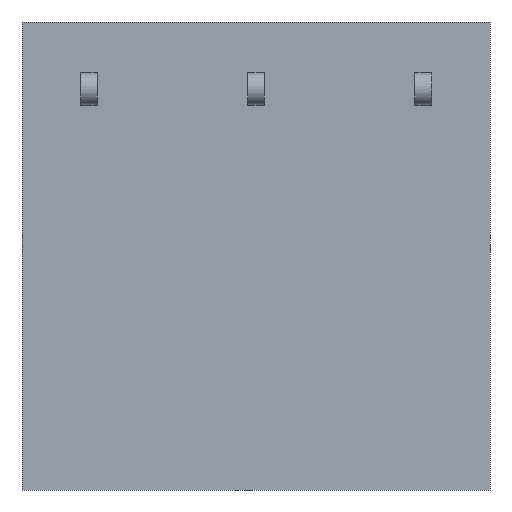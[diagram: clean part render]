
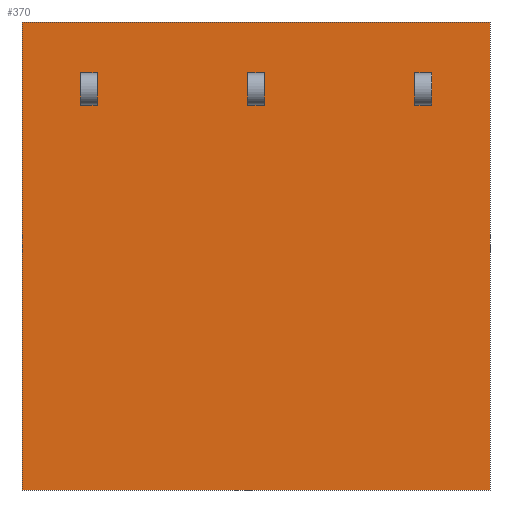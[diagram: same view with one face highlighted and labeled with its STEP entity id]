
A CAD part, front view. The second image highlights one B-rep face of the part: STEP entity #370.
In plain terms, the highlighted planar face has unit normal (0, -1, 0).
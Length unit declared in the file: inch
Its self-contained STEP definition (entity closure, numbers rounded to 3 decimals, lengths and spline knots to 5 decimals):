
#14=FACE_BOUND('',#69,.T.);
#15=FACE_BOUND('',#70,.T.);
#16=FACE_BOUND('',#71,.T.);
#47=FACE_OUTER_BOUND('',#68,.T.);
#68=EDGE_LOOP('',(#313,#314,#315,#316));
#69=EDGE_LOOP('',(#317,#318,#319,#320));
#70=EDGE_LOOP('',(#321,#322,#323,#324));
#71=EDGE_LOOP('',(#325,#326,#327,#328));
#73=LINE('',#503,#115);
#77=LINE('',#511,#119);
#79=LINE('',#517,#121);
#82=LINE('',#524,#124);
#83=LINE('',#528,#125);
#87=LINE('',#536,#129);
#89=LINE('',#542,#131);
#92=LINE('',#549,#134);
#93=LINE('',#553,#135);
#97=LINE('',#561,#139);
#99=LINE('',#567,#141);
#102=LINE('',#574,#144);
#105=LINE('',#582,#147);
#109=LINE('',#589,#151);
#112=LINE('',#595,#154);
#114=LINE('',#598,#156);
#115=VECTOR('',#405,0.02);
#119=VECTOR('',#411,0.039);
#121=VECTOR('',#417,0.02);
#124=VECTOR('',#426,0.039);
#125=VECTOR('',#429,0.02);
#129=VECTOR('',#435,0.039);
#131=VECTOR('',#441,0.02);
#134=VECTOR('',#450,0.039);
#135=VECTOR('',#453,0.02);
#139=VECTOR('',#459,0.039);
#141=VECTOR('',#465,0.02);
#144=VECTOR('',#474,0.039);
#147=VECTOR('',#479,0.56);
#151=VECTOR('',#485,0.56);
#154=VECTOR('',#490,0.56);
#156=VECTOR('',#494,0.56);
#157=VERTEX_POINT('',#501);
#158=VERTEX_POINT('',#502);
#161=VERTEX_POINT('',#510);
#163=VERTEX_POINT('',#516);
#165=VERTEX_POINT('',#526);
#166=VERTEX_POINT('',#527);
#169=VERTEX_POINT('',#535);
#171=VERTEX_POINT('',#541);
#173=VERTEX_POINT('',#551);
#174=VERTEX_POINT('',#552);
#177=VERTEX_POINT('',#560);
#179=VERTEX_POINT('',#566);
#183=VERTEX_POINT('',#579);
#184=VERTEX_POINT('',#581);
#186=VERTEX_POINT('',#587);
#188=VERTEX_POINT('',#593);
#189=EDGE_CURVE('',#157,#158,#73,.T.);
#193=EDGE_CURVE('',#161,#157,#77,.T.);
#196=EDGE_CURVE('',#163,#161,#79,.T.);
#200=EDGE_CURVE('',#158,#163,#82,.T.);
#201=EDGE_CURVE('',#165,#166,#83,.T.);
#205=EDGE_CURVE('',#169,#165,#87,.T.);
#208=EDGE_CURVE('',#171,#169,#89,.T.);
#212=EDGE_CURVE('',#166,#171,#92,.T.);
#213=EDGE_CURVE('',#173,#174,#93,.T.);
#217=EDGE_CURVE('',#177,#173,#97,.T.);
#220=EDGE_CURVE('',#179,#177,#99,.T.);
#224=EDGE_CURVE('',#174,#179,#102,.T.);
#227=EDGE_CURVE('',#183,#184,#105,.T.);
#231=EDGE_CURVE('',#186,#183,#109,.T.);
#234=EDGE_CURVE('',#188,#186,#112,.T.);
#236=EDGE_CURVE('',#184,#188,#114,.T.);
#313=ORIENTED_EDGE('',*,*,#236,.F.);
#314=ORIENTED_EDGE('',*,*,#227,.F.);
#315=ORIENTED_EDGE('',*,*,#231,.F.);
#316=ORIENTED_EDGE('',*,*,#234,.F.);
#317=ORIENTED_EDGE('',*,*,#193,.T.);
#318=ORIENTED_EDGE('',*,*,#189,.T.);
#319=ORIENTED_EDGE('',*,*,#200,.T.);
#320=ORIENTED_EDGE('',*,*,#196,.T.);
#321=ORIENTED_EDGE('',*,*,#205,.T.);
#322=ORIENTED_EDGE('',*,*,#201,.T.);
#323=ORIENTED_EDGE('',*,*,#212,.T.);
#324=ORIENTED_EDGE('',*,*,#208,.T.);
#325=ORIENTED_EDGE('',*,*,#217,.T.);
#326=ORIENTED_EDGE('',*,*,#213,.T.);
#327=ORIENTED_EDGE('',*,*,#224,.T.);
#328=ORIENTED_EDGE('',*,*,#220,.T.);
#349=PLANE('',#399);
#370=ADVANCED_FACE('',(#47,#14,#15,#16),#349,.F.);
#399=AXIS2_PLACEMENT_3D('',#599,#495,#496);
#405=DIRECTION('',(1.,0.,0.));
#411=DIRECTION('',(0.,0.,1.));
#417=DIRECTION('',(-1.,0.,0.));
#426=DIRECTION('',(0.,0.,-1.));
#429=DIRECTION('',(1.,0.,0.));
#435=DIRECTION('',(0.,0.,1.));
#441=DIRECTION('',(-1.,0.,0.));
#450=DIRECTION('',(0.,0.,-1.));
#453=DIRECTION('',(1.,0.,0.));
#459=DIRECTION('',(0.,0.,1.));
#465=DIRECTION('',(-1.,0.,0.));
#474=DIRECTION('',(0.,0.,-1.));
#479=DIRECTION('',(-1.,0.,0.));
#485=DIRECTION('',(0.,0.,-1.));
#490=DIRECTION('',(1.,0.,0.));
#494=DIRECTION('',(0.,0.,1.));
#495=DIRECTION('center_axis',(0.,1.,0.));
#496=DIRECTION('ref_axis',(0.,0.,1.));
#501=CARTESIAN_POINT('',(0.19,0.,0.2195));
#502=CARTESIAN_POINT('',(0.21,0.,0.2195));
#503=CARTESIAN_POINT('',(0.1,0.,0.2195));
#510=CARTESIAN_POINT('',(0.19,0.,0.1805));
#511=CARTESIAN_POINT('',(0.19,0.,0.1));
#516=CARTESIAN_POINT('',(0.21,0.,0.1805));
#517=CARTESIAN_POINT('',(0.1,0.,0.1805));
#524=CARTESIAN_POINT('',(0.21,0.,0.1));
#526=CARTESIAN_POINT('',(-0.01,0.,0.2195));
#527=CARTESIAN_POINT('',(0.01,0.,0.2195));
#528=CARTESIAN_POINT('',(0.,0.,0.2195));
#535=CARTESIAN_POINT('',(-0.01,0.,0.1805));
#536=CARTESIAN_POINT('',(-0.01,0.,0.1));
#541=CARTESIAN_POINT('',(0.01,0.,0.1805));
#542=CARTESIAN_POINT('',(0.,0.,0.1805));
#549=CARTESIAN_POINT('',(0.01,0.,0.1));
#551=CARTESIAN_POINT('',(-0.21,0.,0.2195));
#552=CARTESIAN_POINT('',(-0.19,0.,0.2195));
#553=CARTESIAN_POINT('',(-0.1,0.,0.2195));
#560=CARTESIAN_POINT('',(-0.21,0.,0.1805));
#561=CARTESIAN_POINT('',(-0.21,0.,0.1));
#566=CARTESIAN_POINT('',(-0.19,0.,0.1805));
#567=CARTESIAN_POINT('',(-0.1,0.,0.1805));
#574=CARTESIAN_POINT('',(-0.19,0.,0.1));
#579=CARTESIAN_POINT('',(0.28,0.,-0.28));
#581=CARTESIAN_POINT('',(-0.28,0.,-0.28));
#582=CARTESIAN_POINT('',(0.28,0.,-0.28));
#587=CARTESIAN_POINT('',(0.28,0.,0.28));
#589=CARTESIAN_POINT('',(0.28,0.,0.28));
#593=CARTESIAN_POINT('',(-0.28,0.,0.28));
#595=CARTESIAN_POINT('',(-0.28,0.,0.28));
#598=CARTESIAN_POINT('',(-0.28,0.,-0.28));
#599=CARTESIAN_POINT('Origin',(0.,0.,0.));
